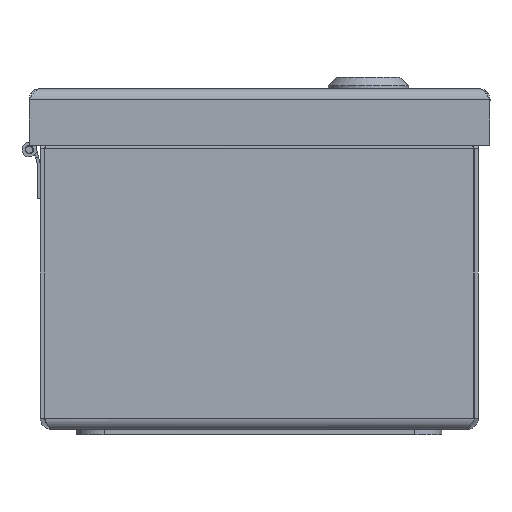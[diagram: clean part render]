
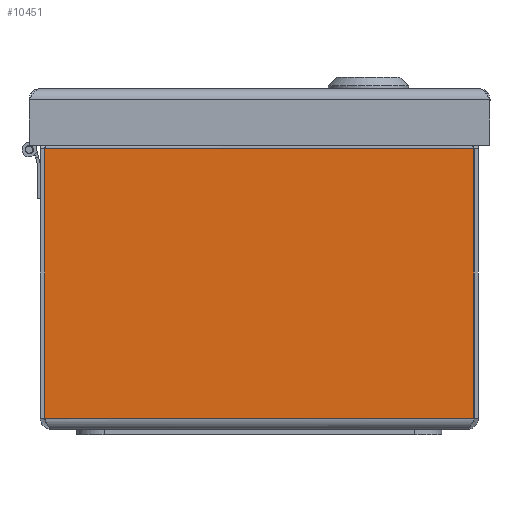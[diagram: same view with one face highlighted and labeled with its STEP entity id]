
A CAD part, left-side view. The second image highlights one B-rep face of the part: STEP entity #10451.
In plain terms, the highlighted face is planar.
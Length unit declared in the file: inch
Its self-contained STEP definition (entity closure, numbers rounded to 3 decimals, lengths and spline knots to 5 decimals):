
#1306=FACE_OUTER_BOUND('',#1946,.T.);
#1946=EDGE_LOOP('',(#7888,#7889,#7890,#7891));
#2726=LINE('',#17154,#3673);
#2761=LINE('',#17496,#3708);
#2762=LINE('',#17498,#3709);
#2763=LINE('',#17499,#3710);
#3673=VECTOR('',#13304,0.3937);
#3708=VECTOR('',#13377,0.3937);
#3709=VECTOR('',#13378,0.3937);
#3710=VECTOR('',#13379,0.3937);
#4565=VERTEX_POINT('',#17145);
#4566=VERTEX_POINT('',#17153);
#4589=VERTEX_POINT('',#17495);
#4590=VERTEX_POINT('',#17497);
#5718=EDGE_CURVE('',#4566,#4565,#2726,.T.);
#5768=EDGE_CURVE('',#4589,#4565,#2761,.T.);
#5769=EDGE_CURVE('',#4589,#4590,#2762,.T.);
#5770=EDGE_CURVE('',#4566,#4590,#2763,.T.);
#7888=ORIENTED_EDGE('',*,*,#5718,.T.);
#7889=ORIENTED_EDGE('',*,*,#5768,.F.);
#7890=ORIENTED_EDGE('',*,*,#5769,.T.);
#7891=ORIENTED_EDGE('',*,*,#5770,.F.);
#9649=PLANE('',#11510);
#10451=ADVANCED_FACE('',(#1306),#9649,.F.);
#11510=AXIS2_PLACEMENT_3D('',#17494,#13375,#13376);
#13304=DIRECTION('',(-1.,0.,0.));
#13375=DIRECTION('center_axis',(0.,1.,0.));
#13376=DIRECTION('ref_axis',(1.,0.,0.));
#13377=DIRECTION('',(0.,0.,1.));
#13378=DIRECTION('',(1.,0.,0.));
#13379=DIRECTION('',(0.,0.,-1.));
#17145=CARTESIAN_POINT('',(-2.94029,-4.,3.84725));
#17153=CARTESIAN_POINT('',(2.94029,-4.,3.84725));
#17154=CARTESIAN_POINT('',(1.47015,-4.,3.84725));
#17494=CARTESIAN_POINT('Origin',(0.,-4.,
2.0029));
#17495=CARTESIAN_POINT('',(-2.94029,-4.,0.15275));
#17496=CARTESIAN_POINT('',(-2.94029,-4.,0.15275));
#17497=CARTESIAN_POINT('',(2.94029,-4.,0.15275));
#17498=CARTESIAN_POINT('',(0.,-4.,0.15275));
#17499=CARTESIAN_POINT('',(2.94029,-4.,0.15275));
